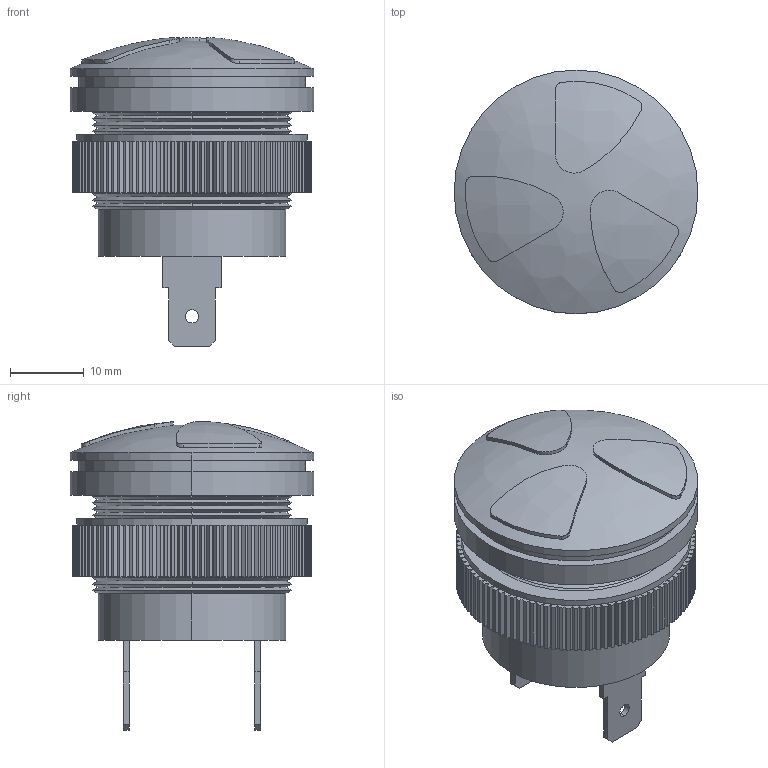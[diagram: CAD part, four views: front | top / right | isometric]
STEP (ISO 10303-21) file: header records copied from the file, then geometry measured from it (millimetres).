
FILE_DESCRIPTION (( 'STEP AP214' ), '1' );
FILE_NAME ('ENVIROMUX-BEEP1.STEP', '2017-12-13T16:54:44', ( 'test' ), ( '' ), 'SwSTEP 2.0', 'SolidWorks 2011', '' );
FILE_SCHEMA (( 'AUTOMOTIVE_DESIGN' ));
Length unit declared in the file: inch
Products named in the file (1): ENVIROMUX-BEEP1
Bounding box: 33.02 x 33.02 x 41.82 mm (x, y, z)
Volume: 18874.6 mm3; surface area: 9156.6 mm2
Topology: 4 solids, 4 shells, 450 faces, 1250 edges, 816 vertices
Faces by surface type: plane 235, cylinder 121, cone 78, bspline 16
Entity records: 20670 total; most frequent: CARTESIAN_POINT 3347, ORIENTED_EDGE 2500, DIRECTION 2436, EDGE_CURVE 1250, LINE 874, VECTOR 874, VERTEX_POINT 816, AXIS2_PLACEMENT_3D 781
